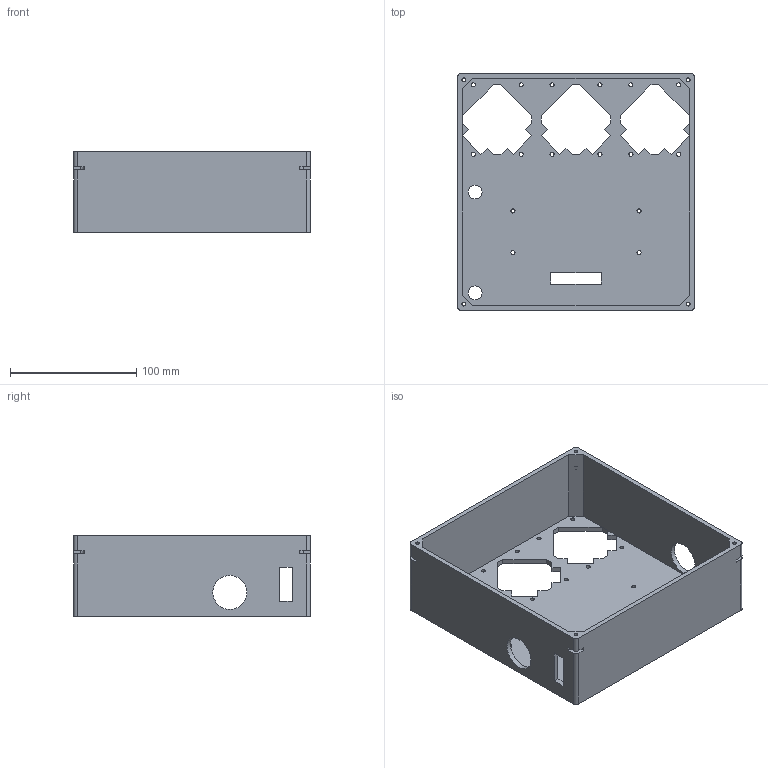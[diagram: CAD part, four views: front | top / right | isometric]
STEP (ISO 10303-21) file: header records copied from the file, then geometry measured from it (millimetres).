
FILE_DESCRIPTION(('FreeCAD Model'),'2;1');
FILE_NAME('Open CASCADE Shape Model','2024-06-13T14:01:50',('Author'),( ''),'Open CASCADE STEP processor 7.6','FreeCAD','Unknown');
FILE_SCHEMA(('AUTOMOTIVE_DESIGN { 1 0 10303 214 1 1 1 1 }'));
Length unit declared in the file: millimetre
Products named in the file (1): Pumps Box with Cuts
Bounding box: 188 x 188 x 64 mm (x, y, z)
Volume: 287873.4 mm3; surface area: 150729.6 mm2
Topology: 1 solids, 1 shells, 137 faces, 400 edges, 264 vertices
Faces by surface type: plane 97, cylinder 40
Full cylindrical faces by diameter (mm): 3 x8, 3.25 x16, 11 x2, 27 x2
Entity records: 4668 total; most frequent: CARTESIAN_POINT 802, ORIENTED_EDGE 800, DIRECTION 756, EDGE_CURVE 400, LINE 320, VECTOR 320, VERTEX_POINT 264, AXIS2_PLACEMENT_3D 218
